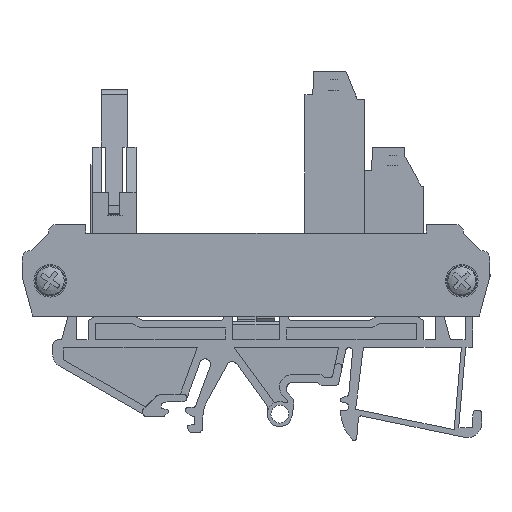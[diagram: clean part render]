
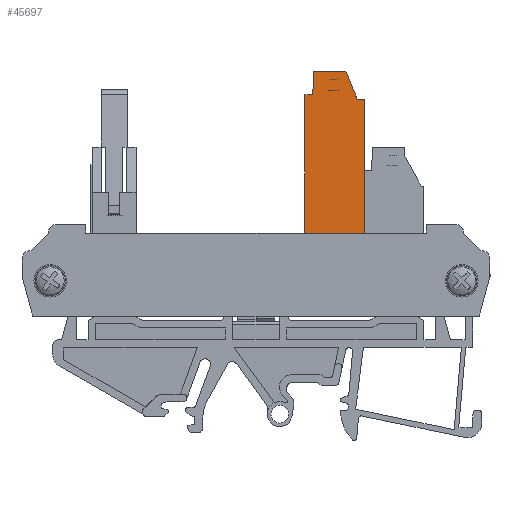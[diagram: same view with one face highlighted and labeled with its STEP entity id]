
A CAD part, left-side view. The second image highlights one B-rep face of the part: STEP entity #45697.
In plain terms, the highlighted planar face has unit normal (-1, 0, 0).
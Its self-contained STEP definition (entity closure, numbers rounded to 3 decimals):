
#1965 = EDGE_CURVE ( 'NONE', #110637, #77780, #69851, .T. ) ;
#2423 = PLANE ( 'NONE',  #63957 ) ;
#2737 = EDGE_CURVE ( 'NONE', #99358, #101392, #91880, .T. ) ;
#3341 = VECTOR ( 'NONE', #21810, 1000. ) ;
#5771 = DIRECTION ( 'NONE',  ( 0., 0., 1. ) ) ;
#9788 = FACE_OUTER_BOUND ( 'NONE', #51437, .T. ) ;
#13143 = EDGE_CURVE ( 'NONE', #109675, #101392, #41173, .T. ) ;
#13431 = DIRECTION ( 'NONE',  ( 0., 0., 1. ) ) ;
#14382 = CARTESIAN_POINT ( 'NONE',  ( 5.21, 32.721, 63.802 ) ) ;
#16944 = VERTEX_POINT ( 'NONE', #46675 ) ;
#19149 = ORIENTED_EDGE ( 'NONE', *, *, #13143, .T. ) ;
#21810 = DIRECTION ( 'NONE',  ( 0., 1., 0. ) ) ;
#21955 = ORIENTED_EDGE ( 'NONE', *, *, #33845, .T. ) ;
#26369 = VECTOR ( 'NONE', #41903, 1000. ) ;
#26472 = VERTEX_POINT ( 'NONE', #80810 ) ;
#26556 = ORIENTED_EDGE ( 'NONE', *, *, #57484, .T. ) ;
#30486 = CARTESIAN_POINT ( 'NONE',  ( 5.21, 23.2, 33.752 ) ) ;
#31586 = CARTESIAN_POINT ( 'NONE',  ( 5.21, 34.19, 63.802 ) ) ;
#33845 = EDGE_CURVE ( 'NONE', #85322, #26472, #80082, .T. ) ;
#35884 = DIRECTION ( 'NONE',  ( -1., 0., 0. ) ) ;
#41173 = LINE ( 'NONE', #31586, #71848 ) ;
#41903 = DIRECTION ( 'NONE',  ( 0., 1., 0. ) ) ;
#45697 = ADVANCED_FACE ( 'NONE', ( #9788 ), #2423, .T. ) ;
#46082 = EDGE_CURVE ( 'NONE', #16944, #110637, #93776, .T. ) ;
#46675 = CARTESIAN_POINT ( 'NONE',  ( 5.21, 23.2, 63.012 ) ) ;
#50055 = DIRECTION ( 'NONE',  ( 0., 1., 0. ) ) ;
#50361 = CARTESIAN_POINT ( 'NONE',  ( 5.21, 34.19, 68.072 ) ) ;
#51437 = EDGE_LOOP ( 'NONE', ( #55641, #105101, #67141, #26556, #21955, #86543, #19149, #64235 ) ) ;
#53978 = CARTESIAN_POINT ( 'NONE',  ( 5.21, 15.712, 41.242 ) ) ;
#55641 = ORIENTED_EDGE ( 'NONE', *, *, #75198, .T. ) ;
#56750 = DIRECTION ( 'NONE',  ( 0., 0.044, -0.999 ) ) ;
#57484 = EDGE_CURVE ( 'NONE', #77780, #85322, #85948, .T. ) ;
#63923 = CARTESIAN_POINT ( 'NONE',  ( 5.21, 26.589, 68.072 ) ) ;
#63957 = AXIS2_PLACEMENT_3D ( 'NONE', #70896, #35884, #5771 ) ;
#64235 = ORIENTED_EDGE ( 'NONE', *, *, #2737, .F. ) ;
#64787 = LINE ( 'NONE', #14382, #3341 ) ;
#65034 = CARTESIAN_POINT ( 'NONE',  ( 5.21, 32.534, 68.072 ) ) ;
#67141 = ORIENTED_EDGE ( 'NONE', *, *, #1965, .T. ) ;
#68716 = VECTOR ( 'NONE', #56750, 1000. ) ;
#69851 = LINE ( 'NONE', #53978, #105146 ) ;
#70896 = CARTESIAN_POINT ( 'NONE',  ( 5.21, 34.19, 33.752 ) ) ;
#71024 = CARTESIAN_POINT ( 'NONE',  ( 5.21, 34.19, 36.952 ) ) ;
#71053 = VECTOR ( 'NONE', #109506, 1000. ) ;
#71848 = VECTOR ( 'NONE', #99892, 1000. ) ;
#75198 = EDGE_CURVE ( 'NONE', #99358, #16944, #99913, .T. ) ;
#76291 = CARTESIAN_POINT ( 'NONE',  ( 5.21, 34.19, 63.012 ) ) ;
#77780 = VERTEX_POINT ( 'NONE', #63923 ) ;
#80082 = LINE ( 'NONE', #97562, #68716 ) ;
#80810 = CARTESIAN_POINT ( 'NONE',  ( 5.21, 32.721, 63.802 ) ) ;
#83966 = CARTESIAN_POINT ( 'NONE',  ( 5.21, 12.2, 36.952 ) ) ;
#85322 = VERTEX_POINT ( 'NONE', #65034 ) ;
#85948 = LINE ( 'NONE', #50361, #26369 ) ;
#86543 = ORIENTED_EDGE ( 'NONE', *, *, #110040, .T. ) ;
#88392 = DIRECTION ( 'NONE',  ( 0., 0.376, 0.927 ) ) ;
#89858 = CARTESIAN_POINT ( 'NONE',  ( 5.21, 34.19, 63.802 ) ) ;
#91880 = LINE ( 'NONE', #83966, #110381 ) ;
#92538 = CARTESIAN_POINT ( 'NONE',  ( 5.21, 24.537, 63.012 ) ) ;
#92575 = VECTOR ( 'NONE', #13431, 1000. ) ;
#93776 = LINE ( 'NONE', #76291, #71053 ) ;
#97562 = CARTESIAN_POINT ( 'NONE',  ( 5.21, 32.534, 68.072 ) ) ;
#99237 = CARTESIAN_POINT ( 'NONE',  ( 5.21, 23.2, 36.952 ) ) ;
#99358 = VERTEX_POINT ( 'NONE', #99237 ) ;
#99892 = DIRECTION ( 'NONE',  ( 0., 0., -1. ) ) ;
#99913 = LINE ( 'NONE', #30486, #92575 ) ;
#101392 = VERTEX_POINT ( 'NONE', #71024 ) ;
#105101 = ORIENTED_EDGE ( 'NONE', *, *, #46082, .T. ) ;
#105146 = VECTOR ( 'NONE', #88392, 1000. ) ;
#109506 = DIRECTION ( 'NONE',  ( 0., 1., 0. ) ) ;
#109675 = VERTEX_POINT ( 'NONE', #89858 ) ;
#110040 = EDGE_CURVE ( 'NONE', #26472, #109675, #64787, .T. ) ;
#110381 = VECTOR ( 'NONE', #50055, 1000. ) ;
#110637 = VERTEX_POINT ( 'NONE', #92538 ) ;
